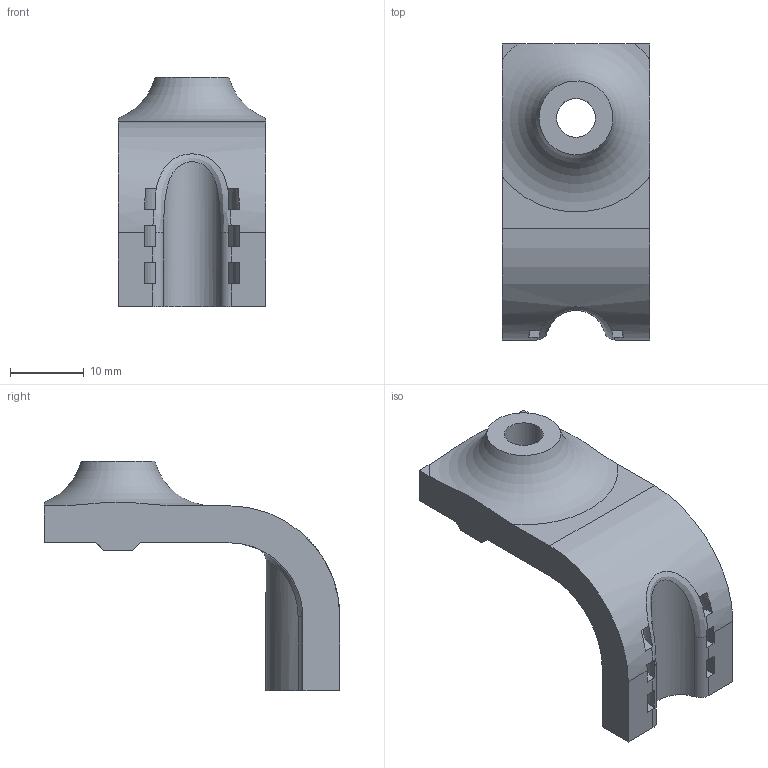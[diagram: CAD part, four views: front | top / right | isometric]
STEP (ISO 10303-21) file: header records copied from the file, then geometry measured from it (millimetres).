
FILE_DESCRIPTION(/* description */ (''),/* implementation_level */ '2;1');
FILE_NAME(/* name */ 'umbilical_support v3.step',/* time_stamp */ '2023-01-12T22:11:04+01:00',/* author */ (''),/* organization */ (''),/* preprocessor_version */ 'ST-DEVELOPER v19.2',/* originating_system */ 'Autodesk Translation Framework v11.17.0.187',/* authorisation */ '');
FILE_SCHEMA (('AUTOMOTIVE_DESIGN { 1 0 10303 214 3 1 1 }'));
Length unit declared in the file: millimetre
Products named in the file (1): umbilical_support
Bounding box: 20 x 40 x 31 mm (x, y, z)
Volume: 6604.9 mm3; surface area: 3770.5 mm2
Topology: 1 solids, 1 shells, 42 faces, 139 edges, 92 vertices
Faces by surface type: plane 24, cylinder 15, bspline 2, torus 1
Full cylindrical faces by diameter (mm): 5.25 x1
Entity records: 1834 total; most frequent: CARTESIAN_POINT 580, ORIENTED_EDGE 278, DIRECTION 242, EDGE_CURVE 139, VERTEX_POINT 92, AXIS2_PLACEMENT_3D 85, LINE 72, VECTOR 72
